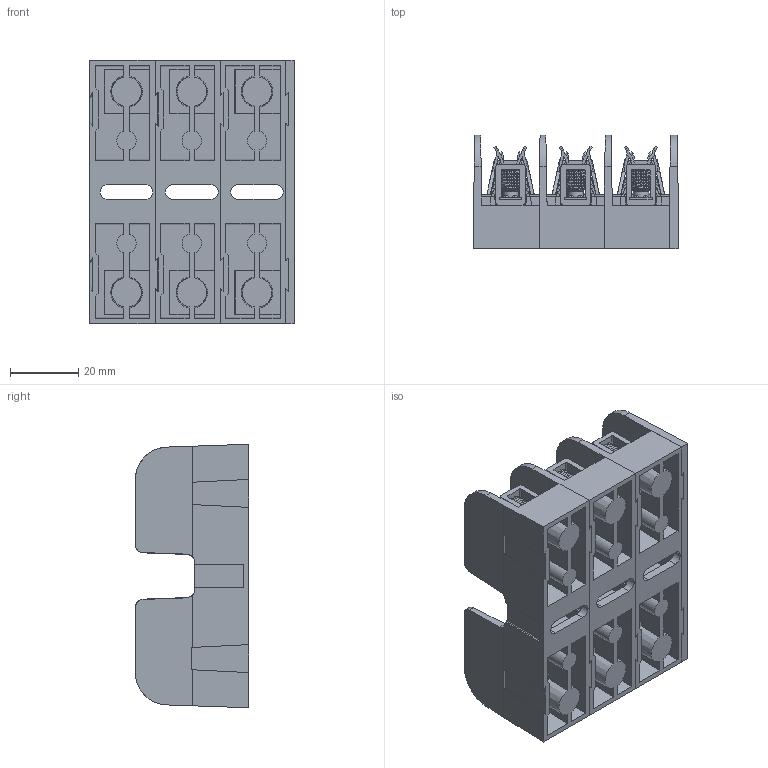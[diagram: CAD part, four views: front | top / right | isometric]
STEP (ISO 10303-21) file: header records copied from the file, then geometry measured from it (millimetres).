
FILE_DESCRIPTION (( 'STEP AP214' ), '1' );
FILE_NAME ('05B0327revC.STEP', '2017-10-04T14:45:03', ( '' ), ( '' ), 'SwSTEP 2.0', 'SolidWorks 2016', '' );
FILE_SCHEMA (( 'AUTOMOTIVE_DESIGN' ));
Length unit declared in the file: inch
Products named in the file (1): 05B0327revC
Bounding box: 60.07 x 33.27 x 77.47 mm (x, y, z)
Volume: 48892.3 mm3; surface area: 61549.5 mm2
Topology: 31 solids, 31 shells, 2294 faces, 6020 edges, 3870 vertices
Faces by surface type: plane 1133, cylinder 771, cone 132, bspline 102, sphere 96, torus 60
Entity records: 138416 total; most frequent: CARTESIAN_POINT 54095, ORIENTED_EDGE 12040, DIRECTION 10470, EDGE_CURVE 6020, VERTEX_POINT 3870, AXIS2_PLACEMENT_3D 3523, VECTOR 3424, LINE 3424
